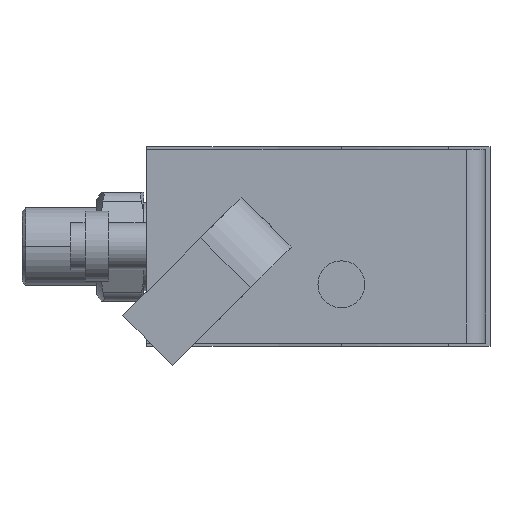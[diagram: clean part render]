
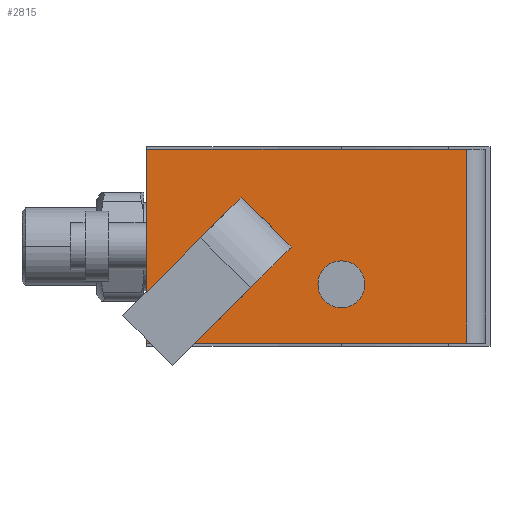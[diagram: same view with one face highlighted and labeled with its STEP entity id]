
A CAD part, top view. The second image highlights one B-rep face of the part: STEP entity #2815.
In plain terms, the highlighted planar face has unit normal (0, 0, 1).
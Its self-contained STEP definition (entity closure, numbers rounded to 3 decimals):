
#107=PLANE('',#3031);
#201=FACE_OUTER_BOUND('',#392,.T.);
#392=EDGE_LOOP('',(#1929,#1930,#1931,#1932));
#642=LINE('',#4346,#835);
#643=LINE('',#4348,#836);
#644=LINE('',#4350,#837);
#645=LINE('',#4351,#838);
#835=VECTOR('',#3430,304.8);
#836=VECTOR('',#3431,304.8);
#837=VECTOR('',#3432,304.8);
#838=VECTOR('',#3433,304.8);
#1189=VERTEX_POINT('',#4344);
#1190=VERTEX_POINT('',#4345);
#1191=VERTEX_POINT('',#4347);
#1192=VERTEX_POINT('',#4349);
#1465=EDGE_CURVE('',#1189,#1190,#642,.T.);
#1466=EDGE_CURVE('',#1191,#1189,#643,.T.);
#1467=EDGE_CURVE('',#1192,#1191,#644,.T.);
#1468=EDGE_CURVE('',#1190,#1192,#645,.T.);
#1929=ORIENTED_EDGE('',*,*,#1465,.F.);
#1930=ORIENTED_EDGE('',*,*,#1466,.F.);
#1931=ORIENTED_EDGE('',*,*,#1467,.F.);
#1932=ORIENTED_EDGE('',*,*,#1468,.F.);
#2815=ADVANCED_FACE('',(#201),#107,.T.);
#3031=AXIS2_PLACEMENT_3D('',#4343,#3428,#3429);
#3428=DIRECTION('center_axis',(0.,0.,
1.));
#3429=DIRECTION('ref_axis',(0.,1.,0.));
#3430=DIRECTION('',(-1.,0.,0.));
#3431=DIRECTION('',(0.,-1.,0.));
#3432=DIRECTION('',(1.,0.,0.));
#3433=DIRECTION('',(0.,1.,0.));
#4343=CARTESIAN_POINT('Origin',(76.5,-33.,102.11));
#4344=CARTESIAN_POINT('',(76.5,-33.,102.11));
#4345=CARTESIAN_POINT('',(-32.5,-33.,102.11));
#4346=CARTESIAN_POINT('',(76.5,-33.,102.11));
#4347=CARTESIAN_POINT('',(76.5,33.,102.11));
#4348=CARTESIAN_POINT('',(76.5,33.,102.11));
#4349=CARTESIAN_POINT('',(-32.5,33.,102.11));
#4350=CARTESIAN_POINT('',(-32.5,33.,102.11));
#4351=CARTESIAN_POINT('',(-32.5,-33.,102.11));
